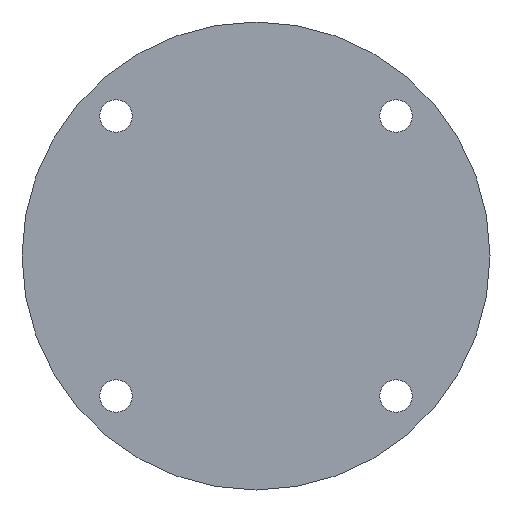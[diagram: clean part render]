
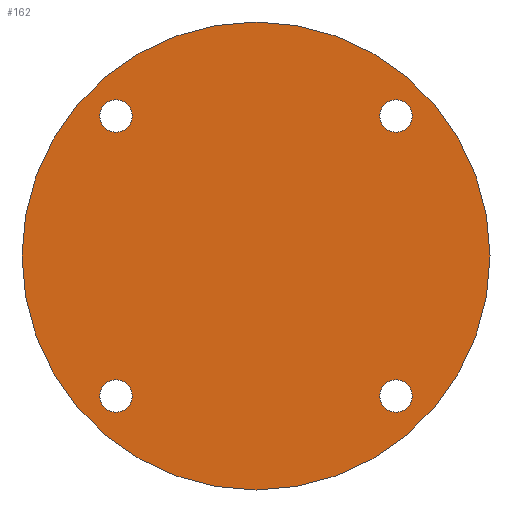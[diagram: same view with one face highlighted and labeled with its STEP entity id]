
A CAD part, front view. The second image highlights one B-rep face of the part: STEP entity #162.
In plain terms, the highlighted planar face has unit normal (0, -1, 0).
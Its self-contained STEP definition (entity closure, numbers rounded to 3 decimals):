
#18=PLANE('',#189);
#32=FACE_BOUND('',#71,.T.);
#33=FACE_BOUND('',#72,.T.);
#34=FACE_BOUND('',#73,.T.);
#35=FACE_BOUND('',#74,.T.);
#46=FACE_OUTER_BOUND('',#70,.T.);
#70=EDGE_LOOP('',(#140));
#71=EDGE_LOOP('',(#141));
#72=EDGE_LOOP('',(#142));
#73=EDGE_LOOP('',(#143));
#74=EDGE_LOOP('',(#144));
#75=CIRCLE('',#166,4.5);
#77=CIRCLE('',#169,4.5);
#79=CIRCLE('',#172,4.5);
#81=CIRCLE('',#175,4.5);
#84=CIRCLE('',#179,65.);
#89=VERTEX_POINT('',#244);
#91=VERTEX_POINT('',#249);
#93=VERTEX_POINT('',#254);
#95=VERTEX_POINT('',#259);
#98=VERTEX_POINT('',#266);
#103=EDGE_CURVE('',#89,#89,#75,.T.);
#105=EDGE_CURVE('',#91,#91,#77,.T.);
#107=EDGE_CURVE('',#93,#93,#79,.T.);
#109=EDGE_CURVE('',#95,#95,#81,.T.);
#112=EDGE_CURVE('',#98,#98,#84,.T.);
#140=ORIENTED_EDGE('',*,*,#112,.F.);
#141=ORIENTED_EDGE('',*,*,#103,.T.);
#142=ORIENTED_EDGE('',*,*,#105,.T.);
#143=ORIENTED_EDGE('',*,*,#107,.T.);
#144=ORIENTED_EDGE('',*,*,#109,.T.);
#162=ADVANCED_FACE('',(#46,#32,#33,#34,#35),#18,.T.);
#166=AXIS2_PLACEMENT_3D('',#245,#194,#195);
#169=AXIS2_PLACEMENT_3D('',#250,#200,#201);
#172=AXIS2_PLACEMENT_3D('',#255,#206,#207);
#175=AXIS2_PLACEMENT_3D('',#260,#212,#213);
#179=AXIS2_PLACEMENT_3D('',#267,#220,#221);
#189=AXIS2_PLACEMENT_3D('',#281,#240,#241);
#194=DIRECTION('center_axis',(0.,1.,0.));
#195=DIRECTION('ref_axis',(0.,0.,1.));
#200=DIRECTION('center_axis',(0.,1.,0.));
#201=DIRECTION('ref_axis',(-1.,0.,0.));
#206=DIRECTION('center_axis',(0.,1.,0.));
#207=DIRECTION('ref_axis',(0.,0.,-1.));
#212=DIRECTION('center_axis',(0.,1.,0.));
#213=DIRECTION('ref_axis',(1.,0.,0.));
#220=DIRECTION('center_axis',(0.,1.,0.));
#221=DIRECTION('ref_axis',(1.,0.,0.));
#240=DIRECTION('center_axis',(0.,-1.,0.));
#241=DIRECTION('ref_axis',(0.,0.,-1.));
#244=CARTESIAN_POINT('',(38.891,0.,-43.391));
#245=CARTESIAN_POINT('Origin',(38.891,0.,-38.891));
#249=CARTESIAN_POINT('',(43.391,0.,38.891));
#250=CARTESIAN_POINT('Origin',(38.891,0.,38.891));
#254=CARTESIAN_POINT('',(-38.891,0.,43.391));
#255=CARTESIAN_POINT('Origin',(-38.891,0.,38.891));
#259=CARTESIAN_POINT('',(-43.391,0.,-38.891));
#260=CARTESIAN_POINT('Origin',(-38.891,0.,-38.891));
#266=CARTESIAN_POINT('',(-65.,0.,0.));
#267=CARTESIAN_POINT('Origin',(0.,0.,0.));
#281=CARTESIAN_POINT('Origin',(-65.,0.,0.));
